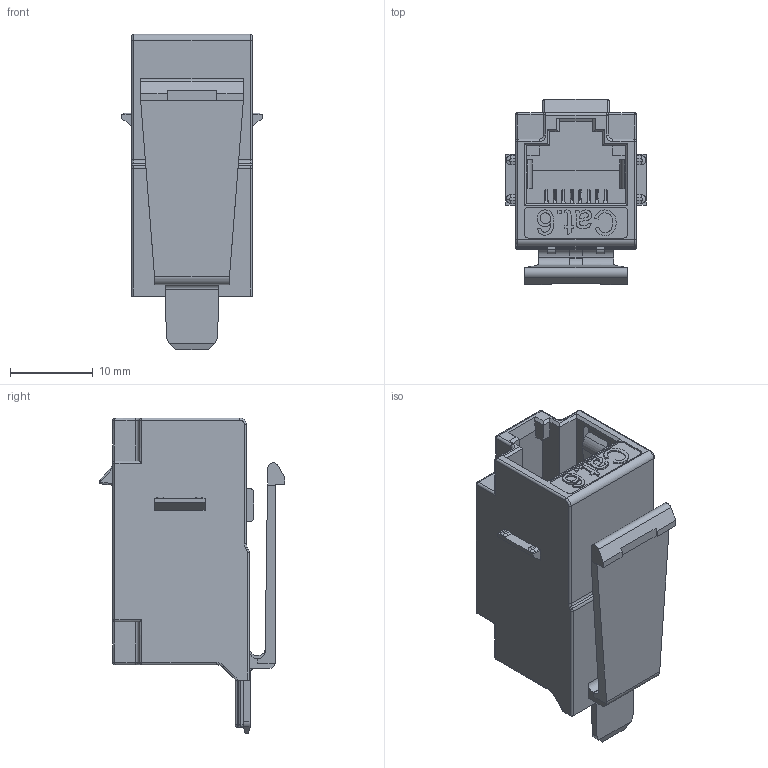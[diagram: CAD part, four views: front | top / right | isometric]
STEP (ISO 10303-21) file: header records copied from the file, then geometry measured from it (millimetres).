
FILE_DESCRIPTION (( 'STEP AP214' ), '1' );
FILE_NAME ('J00029A0061H50.STEP', '2010-07-19T06:47:26', ( 'ich' ), ( 'pp' ), 'SwSTEP 2.0', 'SolidWorks 2010', '' );
FILE_SCHEMA (( 'AUTOMOTIVE_DESIGN' ));
Length unit declared in the file: millimetre
Products named in the file (1): J00029A0061H50
Bounding box: 17 x 22.45 x 38.15 mm (x, y, z)
Volume: 4887.4 mm3; surface area: 5486.6 mm2
Topology: 1 solids, 1 shells, 1107 faces, 2753 edges, 1662 vertices
Faces by surface type: plane 658, bspline 200, cylinder 199, torus 34, sphere 10, cone 6
Entity records: 51036 total; most frequent: CARTESIAN_POINT 15043, ORIENTED_EDGE 5466, DIRECTION 4209, EDGE_CURVE 2733, VECTOR 1745, LINE 1745, VERTEX_POINT 1662, AXIS2_PLACEMENT_3D 1232
